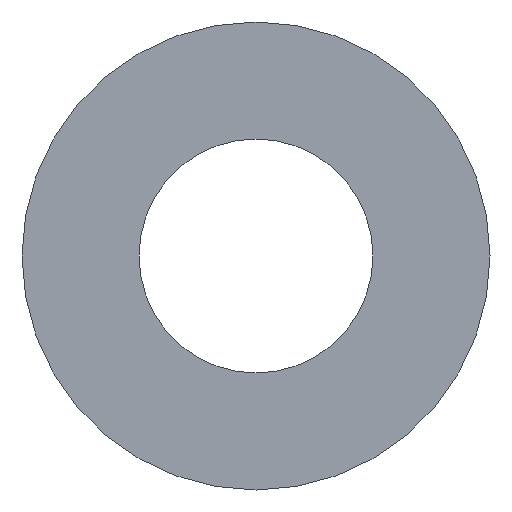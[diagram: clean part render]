
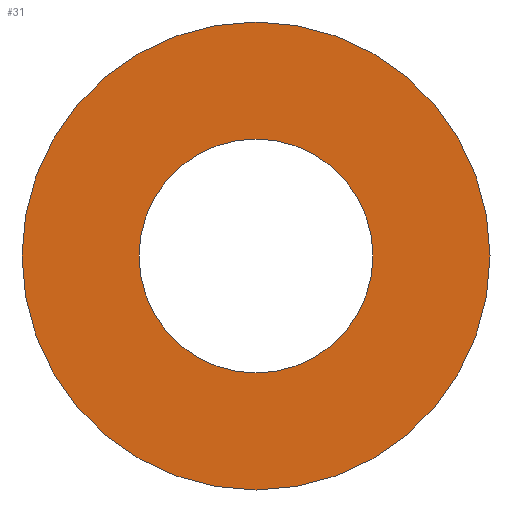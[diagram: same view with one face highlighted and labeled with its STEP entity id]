
A CAD part, front view. The second image highlights one B-rep face of the part: STEP entity #31.
In plain terms, the highlighted planar face has unit normal (0, -1, 0).
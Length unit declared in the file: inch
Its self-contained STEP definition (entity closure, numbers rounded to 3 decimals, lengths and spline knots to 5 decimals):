
#1 = EDGE_CURVE ( 'NONE', #169, #157, #183, .T. ) ;
#4 = EDGE_CURVE ( 'NONE', #157, #169, #186, .T. ) ;
#5 = EDGE_CURVE ( 'NONE', #166, #168, #188, .T. ) ;
#19 = FACE_BOUND ( 'NONE', #180, .T. ) ;
#26 = CIRCLE ( 'NONE', #46, 0.0625 ) ;
#31 = ADVANCED_FACE ( 'NONE', ( #19, #68 ), #222, .F. ) ;
#40 = AXIS2_PLACEMENT_3D ( 'NONE', #104, #190, #236 ) ;
#42 = AXIS2_PLACEMENT_3D ( 'NONE', #151, #150, #103 ) ;
#43 = AXIS2_PLACEMENT_3D ( 'NONE', #221, #224, #225 ) ;
#46 = AXIS2_PLACEMENT_3D ( 'NONE', #229, #230, #232 ) ;
#52 = ORIENTED_EDGE ( 'NONE', *, *, #1, .F. ) ;
#53 = ORIENTED_EDGE ( 'NONE', *, *, #4, .F. ) ;
#54 = ORIENTED_EDGE ( 'NONE', *, *, #5, .T. ) ;
#55 = ORIENTED_EDGE ( 'NONE', *, *, #110, .T. ) ;
#68 = FACE_OUTER_BOUND ( 'NONE', #177, .T. ) ;
#73 = CARTESIAN_POINT ( 'NONE',  ( 0., 0., -0.0625 ) ) ;
#75 = CARTESIAN_POINT ( 'NONE',  ( 0., 0., 0.125 ) ) ;
#103 = DIRECTION ( 'NONE',  ( 0., 0., 1. ) ) ;
#104 = CARTESIAN_POINT ( 'NONE',  ( 0., 0., 0. ) ) ;
#110 = EDGE_CURVE ( 'NONE', #168, #166, #26, .T. ) ;
#111 = AXIS2_PLACEMENT_3D ( 'NONE', #158, #162, #161 ) ;
#150 = DIRECTION ( 'NONE',  ( 0., 1., 0. ) ) ;
#151 = CARTESIAN_POINT ( 'NONE',  ( 0., 0., 0. ) ) ;
#157 = VERTEX_POINT ( 'NONE', #231 ) ;
#158 = CARTESIAN_POINT ( 'NONE',  ( 0., 0., 0. ) ) ;
#161 = DIRECTION ( 'NONE',  ( 0., 0., 1. ) ) ;
#162 = DIRECTION ( 'NONE',  ( 0., 1., 0. ) ) ;
#166 = VERTEX_POINT ( 'NONE', #73 ) ;
#168 = VERTEX_POINT ( 'NONE', #226 ) ;
#169 = VERTEX_POINT ( 'NONE', #75 ) ;
#177 = EDGE_LOOP ( 'NONE', ( #53, #52 ) ) ;
#180 = EDGE_LOOP ( 'NONE', ( #55, #54 ) ) ;
#183 = CIRCLE ( 'NONE', #111, 0.125 ) ;
#186 = CIRCLE ( 'NONE', #42, 0.125 ) ;
#188 = CIRCLE ( 'NONE', #40, 0.0625 ) ;
#190 = DIRECTION ( 'NONE',  ( 0., 1., 0. ) ) ;
#221 = CARTESIAN_POINT ( 'NONE',  ( 0., 0., 0. ) ) ;
#222 = PLANE ( 'NONE',  #43 ) ;
#224 = DIRECTION ( 'NONE',  ( 0., 1., 0. ) ) ;
#225 = DIRECTION ( 'NONE',  ( 0., 0., 1. ) ) ;
#226 = CARTESIAN_POINT ( 'NONE',  ( 0., 0., 0.0625 ) ) ;
#229 = CARTESIAN_POINT ( 'NONE',  ( 0., 0., 0. ) ) ;
#230 = DIRECTION ( 'NONE',  ( 0., 1., 0. ) ) ;
#231 = CARTESIAN_POINT ( 'NONE',  ( 0., 0., -0.125 ) ) ;
#232 = DIRECTION ( 'NONE',  ( 0., 0., 1. ) ) ;
#236 = DIRECTION ( 'NONE',  ( 0., 0., 1. ) ) ;
